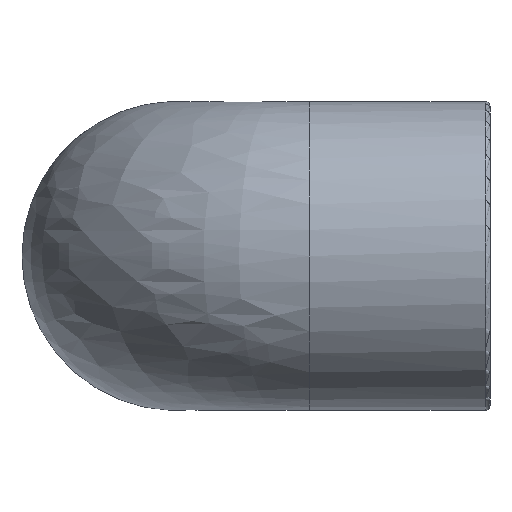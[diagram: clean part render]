
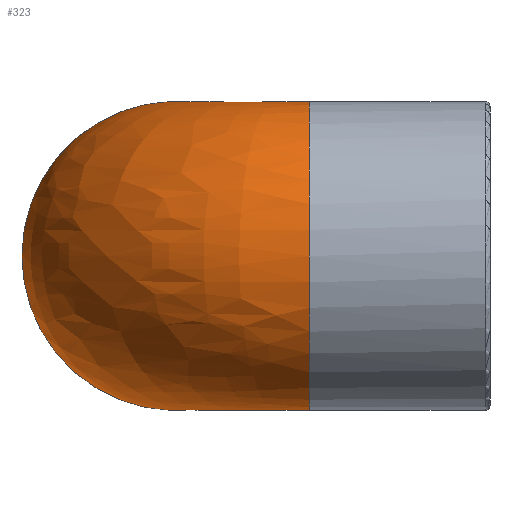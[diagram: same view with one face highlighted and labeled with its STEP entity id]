
A CAD part, left-side view. The second image highlights one B-rep face of the part: STEP entity #323.
In plain terms, the highlighted free-form (B-spline) face has degree [2, 2] with [9, 3] control points.
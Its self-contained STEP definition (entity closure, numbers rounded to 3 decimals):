
#21=(
BOUNDED_SURFACE()
B_SPLINE_SURFACE(2,2,((#538,#539,#540),(#541,#542,#543),(#544,#545,#546),
(#547,#548,#549),(#550,#551,#552),(#553,#554,#555),(#556,#557,#558),(#559,
#560,#561),(#562,#563,#564)),.UNSPECIFIED.,.F.,.F.,.F.)
B_SPLINE_SURFACE_WITH_KNOTS((3,2,2,2,3),(3,3),(-2.563,-1.282,
0.,1.282,2.563),(0.,
1.571),.UNSPECIFIED.)
GEOMETRIC_REPRESENTATION_ITEM()
RATIONAL_B_SPLINE_SURFACE(((1.,0.707,1.),(0.802,
0.567,0.802),(1.,0.707,1.),(0.802,
0.567,0.802),(1.,0.707,1.),(0.802,
0.567,0.802),(1.,0.707,1.),(0.802,
0.567,0.802),(1.,0.707,1.)))
REPRESENTATION_ITEM('')
SURFACE()
);
#24=B_SPLINE_CURVE_WITH_KNOTS('',3,(#502,#503,#504,#505,#506,#507,#508,
#509,#510,#511,#512,#513,#514,#515,#516,#517),.UNSPECIFIED.,.F.,.F.,(4,
3,3,3,3,4),(0.,0.013,0.026,
0.032,0.044,0.064),.UNSPECIFIED.);
#25=B_SPLINE_CURVE_WITH_KNOTS('',3,(#521,#522,#523,#524,#525,#526,#527,
#528,#529,#530,#531,#532,#533,#534,#535,#536),.UNSPECIFIED.,.F.,.F.,(4,
3,3,3,3,4),(0.,0.013,0.026,
0.032,0.044,0.064),.UNSPECIFIED.);
#77=FACE_OUTER_BOUND('',#104,.T.);
#104=EDGE_LOOP('',(#239,#240,#241,#242));
#143=CIRCLE('',#355,16.25);
#144=CIRCLE('',#356,16.25);
#161=VERTEX_POINT('',#500);
#162=VERTEX_POINT('',#501);
#163=VERTEX_POINT('',#518);
#164=VERTEX_POINT('',#520);
#193=EDGE_CURVE('',#161,#162,#24,.T.);
#195=EDGE_CURVE('',#164,#163,#25,.T.);
#197=EDGE_CURVE('',#163,#161,#143,.T.);
#198=EDGE_CURVE('',#164,#162,#144,.T.);
#239=ORIENTED_EDGE('',*,*,#195,.T.);
#240=ORIENTED_EDGE('',*,*,#197,.T.);
#241=ORIENTED_EDGE('',*,*,#193,.T.);
#242=ORIENTED_EDGE('',*,*,#198,.F.);
#323=ADVANCED_FACE('',(#77),#21,.F.);
#355=AXIS2_PLACEMENT_3D('',#565,#401,#402);
#356=AXIS2_PLACEMENT_3D('',#566,#403,#404);
#401=DIRECTION('center_axis',(0.,1.,0.));
#402=DIRECTION('ref_axis',(-1.,0.,0.));
#403=DIRECTION('center_axis',(1.,0.,0.));
#404=DIRECTION('ref_axis',(0.,1.,0.));
#500=CARTESIAN_POINT('',(13.582,19.,8.921));
#501=CARTESIAN_POINT('',(14.,19.418,8.921));
#502=CARTESIAN_POINT('Ctrl Pts',(13.582,19.,8.921));
#503=CARTESIAN_POINT('Ctrl Pts',(13.588,19.043,8.912));
#504=CARTESIAN_POINT('Ctrl Pts',(13.6,19.086,8.904));
#505=CARTESIAN_POINT('Ctrl Pts',(13.618,19.127,8.899));
#506=CARTESIAN_POINT('Ctrl Pts',(13.635,19.166,8.893));
#507=CARTESIAN_POINT('Ctrl Pts',(13.656,19.203,8.889));
#508=CARTESIAN_POINT('Ctrl Pts',(13.683,19.237,8.887));
#509=CARTESIAN_POINT('Ctrl Pts',(13.695,19.252,8.887));
#510=CARTESIAN_POINT('Ctrl Pts',(13.707,19.266,8.886));
#511=CARTESIAN_POINT('Ctrl Pts',(13.721,19.279,8.886));
#512=CARTESIAN_POINT('Ctrl Pts',(13.75,19.308,8.886));
#513=CARTESIAN_POINT('Ctrl Pts',(13.783,19.334,8.888));
#514=CARTESIAN_POINT('Ctrl Pts',(13.818,19.354,8.892));
#515=CARTESIAN_POINT('Ctrl Pts',(13.874,19.388,8.898));
#516=CARTESIAN_POINT('Ctrl Pts',(13.936,19.409,8.908));
#517=CARTESIAN_POINT('Ctrl Pts',(14.,19.418,8.921));
#518=CARTESIAN_POINT('',(13.582,19.,-8.921));
#520=CARTESIAN_POINT('',(14.,19.418,-8.921));
#521=CARTESIAN_POINT('Ctrl Pts',(14.,19.418,-8.921));
#522=CARTESIAN_POINT('Ctrl Pts',(13.957,19.412,-8.912));
#523=CARTESIAN_POINT('Ctrl Pts',(13.914,19.4,-8.904));
#524=CARTESIAN_POINT('Ctrl Pts',(13.873,19.382,-8.899));
#525=CARTESIAN_POINT('Ctrl Pts',(13.834,19.365,-8.893));
#526=CARTESIAN_POINT('Ctrl Pts',(13.797,19.344,-8.889));
#527=CARTESIAN_POINT('Ctrl Pts',(13.763,19.317,-8.887));
#528=CARTESIAN_POINT('Ctrl Pts',(13.748,19.305,-8.887));
#529=CARTESIAN_POINT('Ctrl Pts',(13.734,19.293,-8.886));
#530=CARTESIAN_POINT('Ctrl Pts',(13.721,19.279,-8.886));
#531=CARTESIAN_POINT('Ctrl Pts',(13.692,19.25,-8.886));
#532=CARTESIAN_POINT('Ctrl Pts',(13.666,19.217,-8.888));
#533=CARTESIAN_POINT('Ctrl Pts',(13.646,19.182,-8.892));
#534=CARTESIAN_POINT('Ctrl Pts',(13.612,19.126,-8.898));
#535=CARTESIAN_POINT('Ctrl Pts',(13.591,19.064,-8.908));
#536=CARTESIAN_POINT('Ctrl Pts',(13.582,19.,-8.921));
#538=CARTESIAN_POINT('Ctrl Pts',(13.606,19.,8.885));
#539=CARTESIAN_POINT('Ctrl Pts',(13.606,19.394,8.885));
#540=CARTESIAN_POINT('Ctrl Pts',(14.,19.394,8.885));
#541=CARTESIAN_POINT('Ctrl Pts',(6.98,19.,19.031));
#542=CARTESIAN_POINT('Ctrl Pts',(6.98,26.02,19.031));
#543=CARTESIAN_POINT('Ctrl Pts',(14.,26.02,19.031));
#544=CARTESIAN_POINT('Ctrl Pts',(-4.635,19.,15.575));
#545=CARTESIAN_POINT('Ctrl Pts',(-4.635,37.635,15.575));
#546=CARTESIAN_POINT('Ctrl Pts',(14.,37.635,15.575));
#547=CARTESIAN_POINT('Ctrl Pts',(-16.25,19.,12.118));
#548=CARTESIAN_POINT('Ctrl Pts',(-16.25,49.25,12.118));
#549=CARTESIAN_POINT('Ctrl Pts',(14.,49.25,12.118));
#550=CARTESIAN_POINT('Ctrl Pts',(-16.25,19.,0.));
#551=CARTESIAN_POINT('Ctrl Pts',(-16.25,49.25,0.));
#552=CARTESIAN_POINT('Ctrl Pts',(14.,49.25,0.));
#553=CARTESIAN_POINT('Ctrl Pts',(-16.25,19.,-12.118));
#554=CARTESIAN_POINT('Ctrl Pts',(-16.25,49.25,-12.118));
#555=CARTESIAN_POINT('Ctrl Pts',(14.,49.25,-12.118));
#556=CARTESIAN_POINT('Ctrl Pts',(-4.635,19.,-15.575));
#557=CARTESIAN_POINT('Ctrl Pts',(-4.635,37.635,-15.575));
#558=CARTESIAN_POINT('Ctrl Pts',(14.,37.635,-15.575));
#559=CARTESIAN_POINT('Ctrl Pts',(6.98,19.,-19.031));
#560=CARTESIAN_POINT('Ctrl Pts',(6.98,26.02,-19.031));
#561=CARTESIAN_POINT('Ctrl Pts',(14.,26.02,-19.031));
#562=CARTESIAN_POINT('Ctrl Pts',(13.606,19.,-8.885));
#563=CARTESIAN_POINT('Ctrl Pts',(13.606,19.394,-8.885));
#564=CARTESIAN_POINT('Ctrl Pts',(14.,19.394,-8.885));
#565=CARTESIAN_POINT('Origin',(0.,19.,0.));
#566=CARTESIAN_POINT('Origin',(14.,33.,0.));
